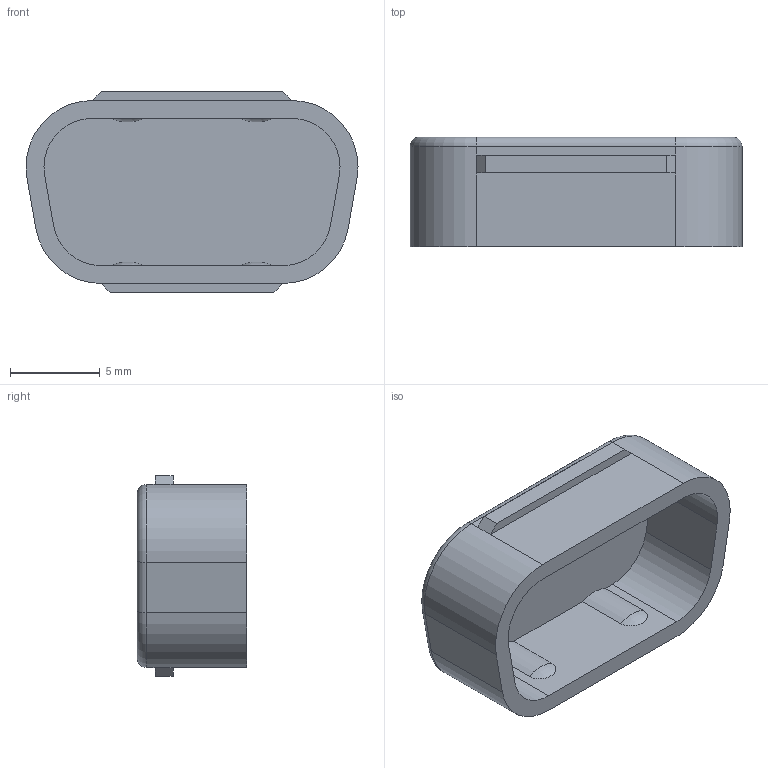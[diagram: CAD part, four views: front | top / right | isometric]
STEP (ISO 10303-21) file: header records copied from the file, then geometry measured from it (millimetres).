
FILE_DESCRIPTION( ( 'Unknown' ), '1' );
FILE_NAME( '726181001.stp', 'Unknown', ( 'Unknown' ), ( 'Unknown' ), 'PSStep 13.0', 'Unknown', ' ' );
FILE_SCHEMA( ( 'AUTOMOTIVE_DESIGN { 1 0 10303 214 1 1 1 1 }' ) );
Length unit declared in the file: millimetre
Products named in the file (1): 1
Bounding box: 18.5 x 6.1 x 11.2 mm (x, y, z)
Volume: 422.8 mm3; surface area: 884.2 mm2
Topology: 1 solids, 1 shells, 47 faces, 116 edges, 72 vertices
Faces by surface type: plane 23, cylinder 16, torus 4, bspline 4
Entity records: 1858 total; most frequent: CARTESIAN_POINT 348, DIRECTION 236, ORIENTED_EDGE 232, EDGE_CURVE 116, AXIS2_PLACEMENT_3D 80, LINE 76, VECTOR 76, VERTEX_POINT 72
